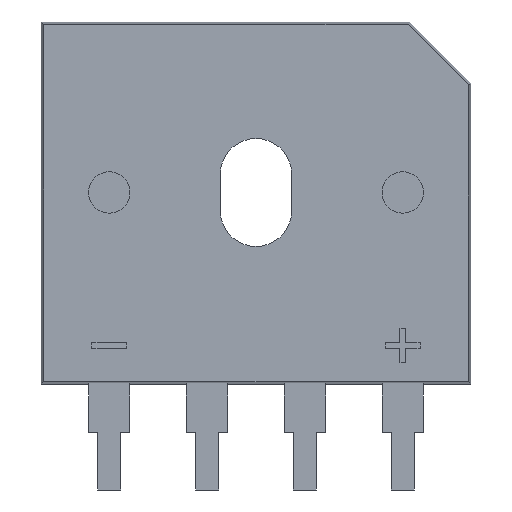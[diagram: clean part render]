
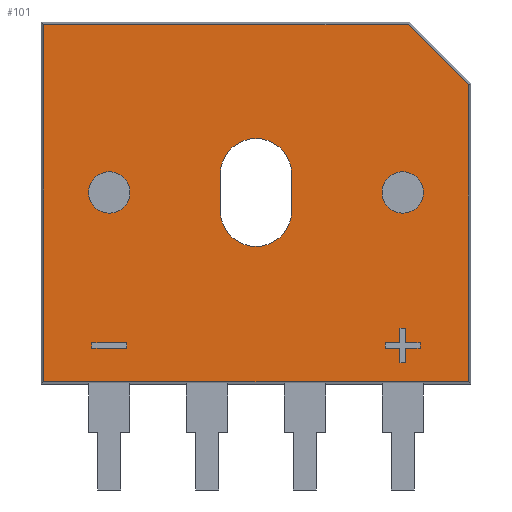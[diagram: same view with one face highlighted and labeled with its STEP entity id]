
A CAD part, front view. The second image highlights one B-rep face of the part: STEP entity #101.
In plain terms, the highlighted planar face has unit normal (0, -1, 0).
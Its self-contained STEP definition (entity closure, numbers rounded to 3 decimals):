
#101=ADVANCED_FACE('',(#845,#847,#849,#851,#853,#855),#857,.F.);
#845=FACE_BOUND('',#846,.T.);
#846=EDGE_LOOP('',(#1429,#1430,#1431,#1432,#1433));
#847=FACE_BOUND('',#848,.T.);
#848=EDGE_LOOP('',(#1434,#1435,#1436,#1437,#1438,#1439,#1440,#1441,#1442,#1443,#1444,
#1445));
#849=FACE_BOUND('',#850,.T.);
#850=EDGE_LOOP('',(#1446,#1447,#1448,#1449));
#851=FACE_BOUND('',#852,.T.);
#852=EDGE_LOOP('',(#1450,#1451,#1452,#1453));
#853=FACE_BOUND('',#854,.T.);
#854=EDGE_LOOP('',(#1454));
#855=FACE_BOUND('',#856,.T.);
#856=EDGE_LOOP('',(#1455));
#857=PLANE('',#858);
#858=AXIS2_PLACEMENT_3D('',#859,#860,#861);
#859=CARTESIAN_POINT('',(0.,-1.255,0.));
#860=DIRECTION('',(0.,1.,0.));
#861=DIRECTION('',(-1.,0.,0.));
#1429=ORIENTED_EDGE('',*,*,#1807,.F.);
#1430=ORIENTED_EDGE('',*,*,#1808,.F.);
#1431=ORIENTED_EDGE('',*,*,#1809,.F.);
#1432=ORIENTED_EDGE('',*,*,#1810,.F.);
#1433=ORIENTED_EDGE('',*,*,#1811,.F.);
#1434=ORIENTED_EDGE('',*,*,#1812,.T.);
#1435=ORIENTED_EDGE('',*,*,#1813,.T.);
#1436=ORIENTED_EDGE('',*,*,#1814,.T.);
#1437=ORIENTED_EDGE('',*,*,#1815,.T.);
#1438=ORIENTED_EDGE('',*,*,#1816,.T.);
#1439=ORIENTED_EDGE('',*,*,#1817,.T.);
#1440=ORIENTED_EDGE('',*,*,#1818,.T.);
#1441=ORIENTED_EDGE('',*,*,#1819,.T.);
#1442=ORIENTED_EDGE('',*,*,#1820,.T.);
#1443=ORIENTED_EDGE('',*,*,#1821,.T.);
#1444=ORIENTED_EDGE('',*,*,#1822,.T.);
#1445=ORIENTED_EDGE('',*,*,#1823,.T.);
#1446=ORIENTED_EDGE('',*,*,#1824,.T.);
#1447=ORIENTED_EDGE('',*,*,#1825,.T.);
#1448=ORIENTED_EDGE('',*,*,#1826,.T.);
#1449=ORIENTED_EDGE('',*,*,#1827,.T.);
#1450=ORIENTED_EDGE('',*,*,#1828,.T.);
#1451=ORIENTED_EDGE('',*,*,#1829,.T.);
#1452=ORIENTED_EDGE('',*,*,#1830,.T.);
#1453=ORIENTED_EDGE('',*,*,#1831,.T.);
#1454=ORIENTED_EDGE('',*,*,#1832,.T.);
#1455=ORIENTED_EDGE('',*,*,#1833,.T.);
#1807=EDGE_CURVE('',#2010,#2011,#2012,.T.);
#1808=EDGE_CURVE('',#2013,#2010,#2014,.T.);
#1809=EDGE_CURVE('',#2015,#2013,#2016,.T.);
#1810=EDGE_CURVE('',#2017,#2015,#2018,.T.);
#1811=EDGE_CURVE('',#2011,#2017,#2019,.T.);
#1812=EDGE_CURVE('',#2020,#2021,#2022,.T.);
#1813=EDGE_CURVE('',#2021,#2023,#2024,.T.);
#1814=EDGE_CURVE('',#2023,#2025,#2026,.T.);
#1815=EDGE_CURVE('',#2025,#2027,#2028,.T.);
#1816=EDGE_CURVE('',#2027,#2029,#2030,.T.);
#1817=EDGE_CURVE('',#2029,#2031,#2032,.T.);
#1818=EDGE_CURVE('',#2031,#2033,#2034,.T.);
#1819=EDGE_CURVE('',#2033,#2035,#2036,.T.);
#1820=EDGE_CURVE('',#2035,#2037,#2038,.T.);
#1821=EDGE_CURVE('',#2037,#2039,#2040,.T.);
#1822=EDGE_CURVE('',#2039,#2041,#2042,.T.);
#1823=EDGE_CURVE('',#2041,#2020,#2043,.T.);
#1824=EDGE_CURVE('',#2044,#2045,#2046,.T.);
#1825=EDGE_CURVE('',#2045,#2047,#2048,.T.);
#1826=EDGE_CURVE('',#2047,#2049,#2050,.T.);
#1827=EDGE_CURVE('',#2049,#2044,#2051,.T.);
#1828=EDGE_CURVE('',#2052,#2053,#2054,.T.);
#1829=EDGE_CURVE('',#2053,#2055,#2056,.T.);
#1830=EDGE_CURVE('',#2055,#2057,#2058,.T.);
#1831=EDGE_CURVE('',#2057,#2052,#2059,.T.);
#1832=EDGE_CURVE('',#2060,#2060,#2061,.F.);
#1833=EDGE_CURVE('',#2062,#2062,#2063,.F.);
#2010=VERTEX_POINT('',#2322);
#2011=VERTEX_POINT('',#2323);
#2012=LINE('',#2324,#2325);
#2013=VERTEX_POINT('',#2327);
#2014=LINE('',#2328,#2329);
#2015=VERTEX_POINT('',#2331);
#2016=LINE('',#2332,#2333);
#2017=VERTEX_POINT('',#2335);
#2018=LINE('',#2336,#2337);
#2019=LINE('',#2339,#2340);
#2020=VERTEX_POINT('',#2342);
#2021=VERTEX_POINT('',#2343);
#2022=LINE('',#2344,#2345);
#2023=VERTEX_POINT('',#2347);
#2024=LINE('',#2348,#2349);
#2025=VERTEX_POINT('',#2351);
#2026=LINE('',#2352,#2353);
#2027=VERTEX_POINT('',#2355);
#2028=LINE('',#2356,#2357);
#2029=VERTEX_POINT('',#2359);
#2030=LINE('',#2360,#2361);
#2031=VERTEX_POINT('',#2363);
#2032=LINE('',#2364,#2365);
#2033=VERTEX_POINT('',#2367);
#2034=LINE('',#2368,#2369);
#2035=VERTEX_POINT('',#2371);
#2036=LINE('',#2372,#2373);
#2037=VERTEX_POINT('',#2375);
#2038=LINE('',#2376,#2377);
#2039=VERTEX_POINT('',#2379);
#2040=LINE('',#2380,#2381);
#2041=VERTEX_POINT('',#2383);
#2042=LINE('',#2384,#2385);
#2043=LINE('',#2387,#2388);
#2044=VERTEX_POINT('',#2390);
#2045=VERTEX_POINT('',#2391);
#2046=LINE('',#2392,#2393);
#2047=VERTEX_POINT('',#2395);
#2048=LINE('',#2396,#2397);
#2049=VERTEX_POINT('',#2399);
#2050=LINE('',#2400,#2401);
#2051=LINE('',#2403,#2404);
#2052=VERTEX_POINT('',#2406);
#2053=VERTEX_POINT('',#2407);
#2054=LINE('',#2408,#2409);
#2055=VERTEX_POINT('',#2411);
#2056=CIRCLE('',#2412,1.85);
#2057=VERTEX_POINT('',#2416);
#2058=LINE('',#2417,#2418);
#2059=CIRCLE('',#2420,1.85);
#2060=VERTEX_POINT('',#2424);
#2061=CIRCLE('',#2425,1.075);
#2062=VERTEX_POINT('',#2429);
#2063=CIRCLE('',#2430,1.075);
#2322=CARTESIAN_POINT('',(7.895,-1.255,21.168));
#2323=CARTESIAN_POINT('',(11.018,-1.255,18.045));
#2324=CARTESIAN_POINT('',(7.895,-1.255,21.168));
#2325=VECTOR('',#2326,1.);
#2326=DIRECTION('',(0.707,0.,-0.707));
#2327=CARTESIAN_POINT('',(-11.018,-1.255,21.168));
#2328=CARTESIAN_POINT('',(-11.018,-1.255,21.168));
#2329=VECTOR('',#2330,1.);
#2330=DIRECTION('',(1.,0.,0.));
#2331=CARTESIAN_POINT('',(-11.018,-1.255,2.632));
#2332=CARTESIAN_POINT('',(-11.018,-1.255,2.632));
#2333=VECTOR('',#2334,1.);
#2334=DIRECTION('',(0.,0.,1.));
#2335=CARTESIAN_POINT('',(11.018,-1.255,2.632));
#2336=CARTESIAN_POINT('',(11.018,-1.255,2.632));
#2337=VECTOR('',#2338,1.);
#2338=DIRECTION('',(-1.,0.,0.));
#2339=CARTESIAN_POINT('',(11.018,-1.255,18.045));
#2340=VECTOR('',#2341,1.);
#2341=DIRECTION('',(0.,0.,-1.));
#2342=CARTESIAN_POINT('',(7.77,-1.255,3.6));
#2343=CARTESIAN_POINT('',(7.47,-1.255,3.6));
#2344=CARTESIAN_POINT('',(7.77,-1.255,3.6));
#2345=VECTOR('',#2346,1.);
#2346=DIRECTION('',(-1.,0.,0.));
#2347=CARTESIAN_POINT('',(7.47,-1.255,4.35));
#2348=CARTESIAN_POINT('',(7.47,-1.255,3.6));
#2349=VECTOR('',#2350,1.);
#2350=DIRECTION('',(0.,0.,1.));
#2351=CARTESIAN_POINT('',(6.72,-1.255,4.35));
#2352=CARTESIAN_POINT('',(7.47,-1.255,4.35));
#2353=VECTOR('',#2354,1.);
#2354=DIRECTION('',(-1.,0.,0.));
#2355=CARTESIAN_POINT('',(6.72,-1.255,4.65));
#2356=CARTESIAN_POINT('',(6.72,-1.255,4.35));
#2357=VECTOR('',#2358,1.);
#2358=DIRECTION('',(0.,0.,1.));
#2359=CARTESIAN_POINT('',(7.47,-1.255,4.65));
#2360=CARTESIAN_POINT('',(6.72,-1.255,4.65));
#2361=VECTOR('',#2362,1.);
#2362=DIRECTION('',(1.,0.,0.));
#2363=CARTESIAN_POINT('',(7.47,-1.255,5.4));
#2364=CARTESIAN_POINT('',(7.47,-1.255,4.65));
#2365=VECTOR('',#2366,1.);
#2366=DIRECTION('',(0.,0.,1.));
#2367=CARTESIAN_POINT('',(7.77,-1.255,5.4));
#2368=CARTESIAN_POINT('',(7.47,-1.255,5.4));
#2369=VECTOR('',#2370,1.);
#2370=DIRECTION('',(1.,0.,0.));
#2371=CARTESIAN_POINT('',(7.77,-1.255,4.65));
#2372=CARTESIAN_POINT('',(7.77,-1.255,5.4));
#2373=VECTOR('',#2374,1.);
#2374=DIRECTION('',(0.,0.,-1.));
#2375=CARTESIAN_POINT('',(8.52,-1.255,4.65));
#2376=CARTESIAN_POINT('',(7.77,-1.255,4.65));
#2377=VECTOR('',#2378,1.);
#2378=DIRECTION('',(1.,0.,0.));
#2379=CARTESIAN_POINT('',(8.52,-1.255,4.35));
#2380=CARTESIAN_POINT('',(8.52,-1.255,4.65));
#2381=VECTOR('',#2382,1.);
#2382=DIRECTION('',(0.,0.,-1.));
#2383=CARTESIAN_POINT('',(7.77,-1.255,4.35));
#2384=CARTESIAN_POINT('',(8.52,-1.255,4.35));
#2385=VECTOR('',#2386,1.);
#2386=DIRECTION('',(-1.,0.,0.));
#2387=CARTESIAN_POINT('',(7.77,-1.255,4.35));
#2388=VECTOR('',#2389,1.);
#2389=DIRECTION('',(0.,0.,-1.));
#2390=CARTESIAN_POINT('',(-8.52,-1.255,4.65));
#2391=CARTESIAN_POINT('',(-6.72,-1.255,4.65));
#2392=CARTESIAN_POINT('',(-8.52,-1.255,4.65));
#2393=VECTOR('',#2394,1.);
#2394=DIRECTION('',(1.,0.,0.));
#2395=CARTESIAN_POINT('',(-6.72,-1.255,4.35));
#2396=CARTESIAN_POINT('',(-6.72,-1.255,4.65));
#2397=VECTOR('',#2398,1.);
#2398=DIRECTION('',(0.,0.,-1.));
#2399=CARTESIAN_POINT('',(-8.52,-1.255,4.35));
#2400=CARTESIAN_POINT('',(-6.72,-1.255,4.35));
#2401=VECTOR('',#2402,1.);
#2402=DIRECTION('',(-1.,0.,0.));
#2403=CARTESIAN_POINT('',(-8.52,-1.255,4.35));
#2404=VECTOR('',#2405,1.);
#2405=DIRECTION('',(0.,0.,1.));
#2406=CARTESIAN_POINT('',(-1.85,-1.255,11.495));
#2407=CARTESIAN_POINT('',(-1.85,-1.255,13.4));
#2408=CARTESIAN_POINT('',(-1.85,-1.255,11.495));
#2409=VECTOR('',#2410,1.);
#2410=DIRECTION('',(0.,0.,1.));
#2411=CARTESIAN_POINT('',(1.85,-1.255,13.4));
#2412=AXIS2_PLACEMENT_3D('',#2413,#2414,#2415);
#2413=CARTESIAN_POINT('',(0.,-1.255,13.4));
#2414=DIRECTION('',(0.,1.,0.));
#2415=DIRECTION('',(-1.,0.,0.));
#2416=CARTESIAN_POINT('',(1.85,-1.255,11.495));
#2417=CARTESIAN_POINT('',(1.85,-1.255,13.4));
#2418=VECTOR('',#2419,1.);
#2419=DIRECTION('',(0.,0.,-1.));
#2420=AXIS2_PLACEMENT_3D('',#2421,#2422,#2423);
#2421=CARTESIAN_POINT('',(0.,-1.255,11.495));
#2422=DIRECTION('',(0.,1.,0.));
#2423=DIRECTION('',(1.,0.,0.));
#2424=CARTESIAN_POINT('',(-6.545,-1.255,12.448));
#2425=AXIS2_PLACEMENT_3D('',#2426,#2427,#2428);
#2426=CARTESIAN_POINT('',(-7.62,-1.255,12.448));
#2427=DIRECTION('',(0.,-1.,-0.));
#2428=DIRECTION('',(1.,0.,0.));
#2429=CARTESIAN_POINT('',(8.695,-1.255,12.448));
#2430=AXIS2_PLACEMENT_3D('',#2431,#2432,#2433);
#2431=CARTESIAN_POINT('',(7.62,-1.255,12.448));
#2432=DIRECTION('',(0.,-1.,-0.));
#2433=DIRECTION('',(1.,0.,0.));
